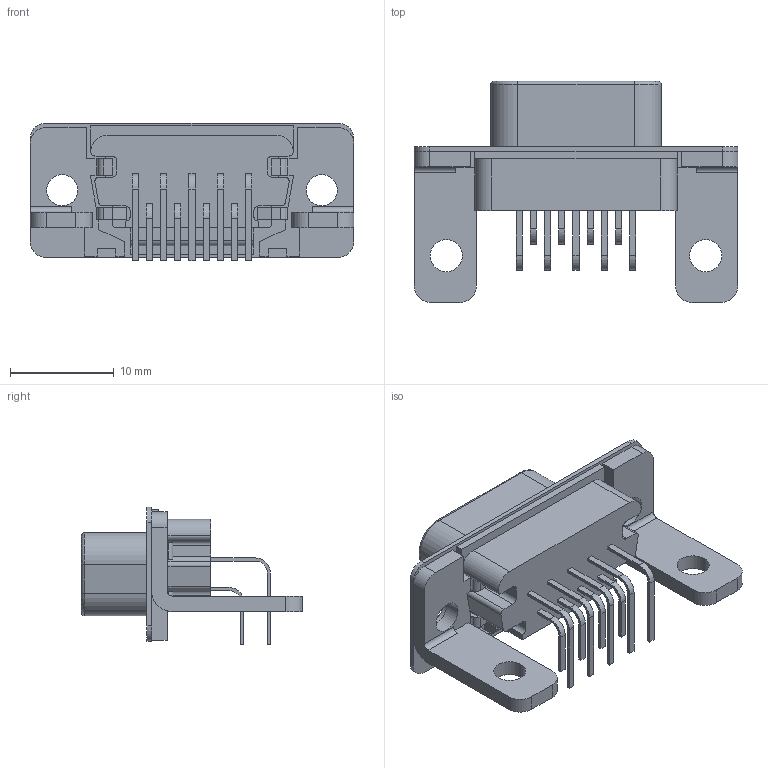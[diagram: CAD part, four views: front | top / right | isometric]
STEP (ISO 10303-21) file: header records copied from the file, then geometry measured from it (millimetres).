
FILE_DESCRIPTION((''),'2;1');
FILE_NAME('TYCO_1-1393480-7.stp','2012-08-20T11:03:56',(''),(''),'Mechanical Desktop 2011','Mechanical Desktop 2011',', , ');
FILE_SCHEMA(('AUTOMOTIVE_DESIGN { 1 2 10303 214 1 1 1 1 }'));
Length unit declared in the file: millimetre
Products named in the file (1): Product
Bounding box: 31.19 x 21.3 x 13.27 mm (x, y, z)
Volume: 2212 mm3; surface area: 3956.6 mm2
Topology: 16 solids, 16 shells, 361 faces, 921 edges, 596 vertices
Faces by surface type: plane 224, cylinder 115, cone 18, torus 4
Entity records: 10928 total; most frequent: DIRECTION 1897, CARTESIAN_POINT 1879, ORIENTED_EDGE 1842, EDGE_CURVE 921, VECTOR 669, LINE 669, AXIS2_PLACEMENT_3D 614, VERTEX_POINT 596
